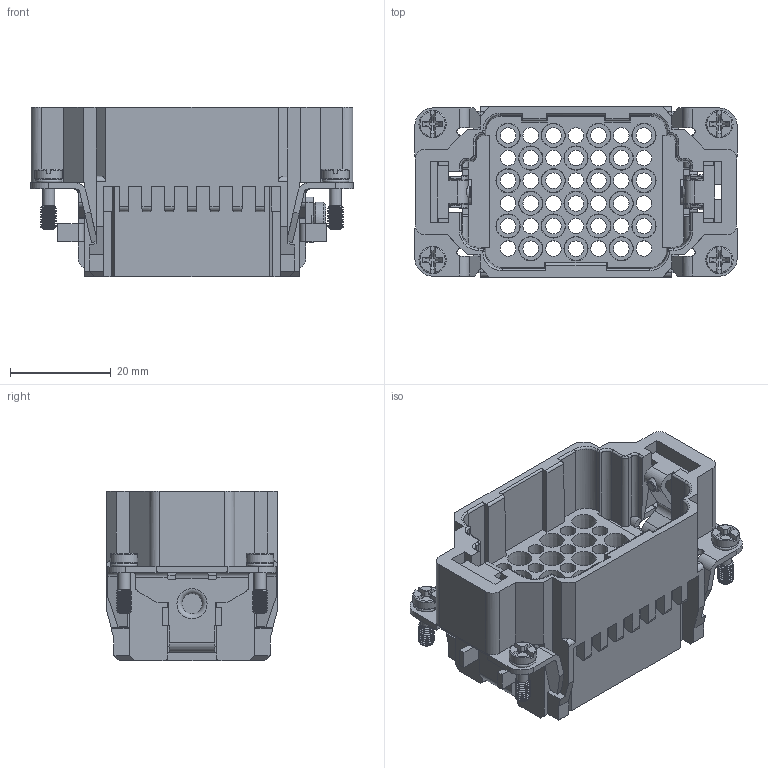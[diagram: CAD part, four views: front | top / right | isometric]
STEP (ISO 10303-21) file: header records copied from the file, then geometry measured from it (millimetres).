
FILE_DESCRIPTION(/* description */ (''),/* implementation_level */ '2;1');
FILE_NAME(/* name */ 'HDD-042-MC.stp',/* time_stamp */ '2022-03-24T21:43:32+08:00',/* author */ (''),/* organization */ (''),/* preprocessor_version */ 'ST-DEVELOPER v16',/* originating_system */ 'SIEMENS PLM Software NX 10.0',/* authorisation */ '');
FILE_SCHEMA (('AUTOMOTIVE_DESIGN { 1 0 10303 214 3 1 1 1 }'));
Length unit declared in the file: millimetre
Products named in the file (1): Admi1E20EE0A949v
Bounding box: 64 x 33.9 x 33.6 mm (x, y, z)
Volume: 21394.2 mm3; surface area: 25790.2 mm2
Topology: 1 solids, 1 shells, 1077 faces, 2886 edges, 1913 vertices
Faces by surface type: plane 693, cylinder 300, cone 42, bspline 22, torus 20
Full cylindrical faces by diameter (mm): 2.4 x4, 2.433 x2, 2.5 x4, 2.853 x2, 3.1 x42, 3.4 x42, 3.7 x42, 4 x2, 5.4 x4, 6.4 x2, 7 x1
Entity records: 43887 total; most frequent: CARTESIAN_POINT 17823, DIRECTION 5300, ORIENTED_EDGE 5156, EDGE_CURVE 2578, VERTEX_POINT 1800, AXIS2_PLACEMENT_3D 1786, LINE 1728, VECTOR 1728
